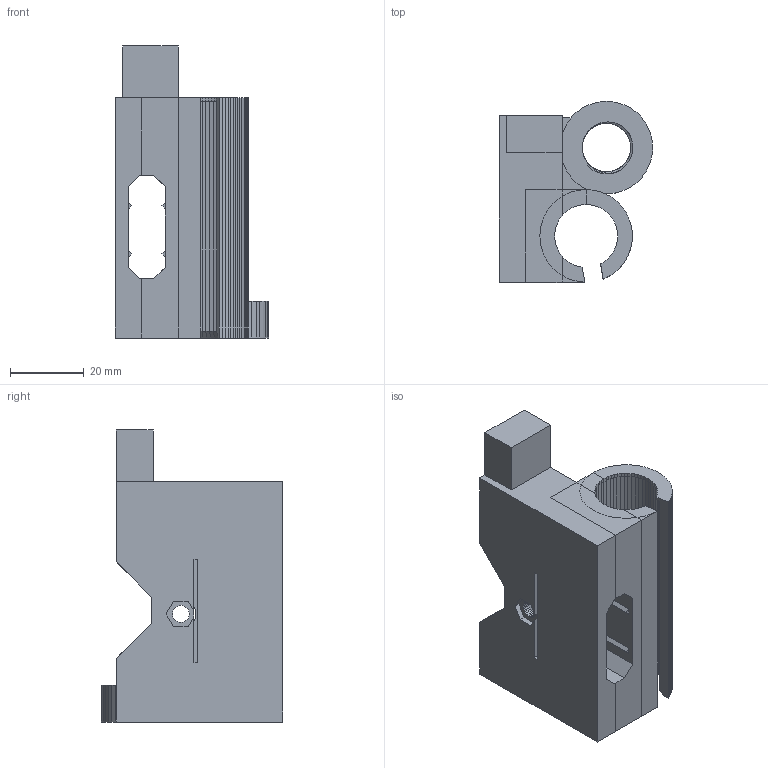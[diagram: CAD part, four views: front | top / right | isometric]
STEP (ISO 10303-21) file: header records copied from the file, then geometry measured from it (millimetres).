
FILE_DESCRIPTION(/* description */ (''),/* implementation_level */ '2;1');
FILE_NAME(/* name */ 'X_Idler_Threaded.stp',/* time_stamp */ '2016-05-26T14:24:08-04:00',/* author */ (''),/* organization */ (''),/* preprocessor_version */ 'ST-DEVELOPER v15',/* originating_system */ 'SIEMENS PLM Software NX 9.0',/* authorisation */ '');
FILE_SCHEMA (('AP203_CONFIGURATION_CONTROLLED_3D_DESIGN_OF_MECHANICAL_PARTS_AND_ASSEMBLIES_MIM_LF { 1 0 10303 403 2 1 2}'));
Length unit declared in the file: millimetre
Products named in the file (1): 1015359C0AC2spzb
Bounding box: 41.5 x 48.98 x 79 mm (x, y, z)
Volume: 42260.9 mm3; surface area: 22817.3 mm2
Topology: 1 solids, 1 shells, 526 faces, 1646 edges, 1121 vertices
Faces by surface type: plane 522, cylinder 2, bspline 2
Entity records: 20170 total; most frequent: CARTESIAN_POINT 5356, ORIENTED_EDGE 3300, DIRECTION 2696, EDGE_CURVE 1650, LINE 1638, VECTOR 1638, VERTEX_POINT 1125, EDGE_LOOP 539
